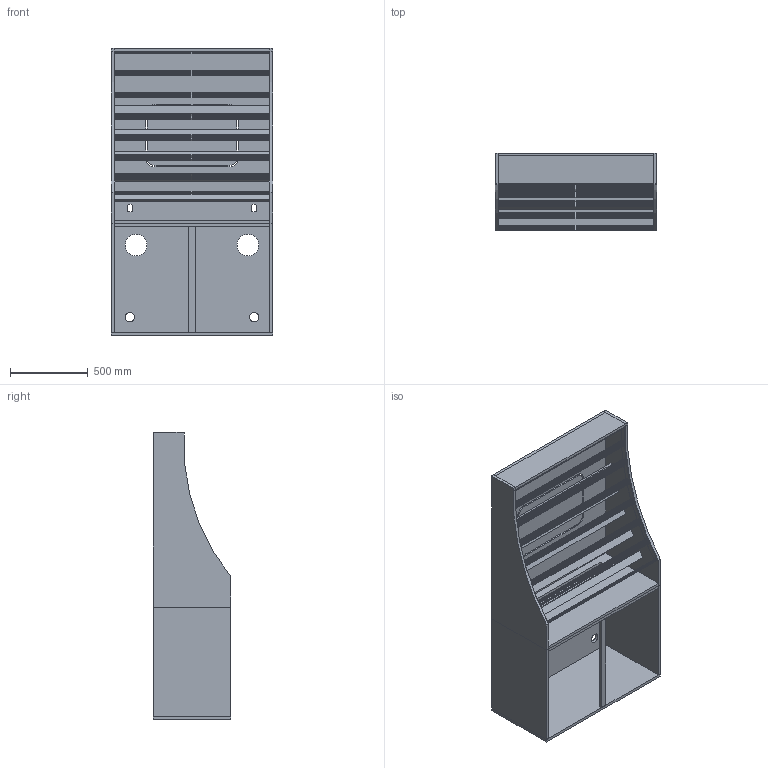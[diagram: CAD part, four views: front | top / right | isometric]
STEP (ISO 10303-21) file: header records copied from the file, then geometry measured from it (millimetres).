
FILE_DESCRIPTION(('FreeCAD Model'),'2;1');
FILE_NAME('Open CASCADE Shape Model','2022-02-18T22:24:52',('Author'),( ''),'Open CASCADE STEP processor 7.5','FreeCAD','Unknown');
FILE_SCHEMA(('AUTOMOTIVE_DESIGN { 1 0 10303 214 1 1 1 1 }'));
Length unit declared in the file: millimetre
Products named in the file (28): Assembly; BottomPanel; Body_2; SidePanel; Body003; TopPanel; Body001; BackPanel; Body002; CenterRackSupport; Body; CabinetWall; CabinetWallBody; BottomPanelBody; Rail; RailBody; Bracket; BackPanelBody; TopPanelBody; PowerBusSupport; PowerBusSupportBody
Assembly tree (41 placements, depth 5):
  Assembly
    Assembly
      BottomPanel
        Body_2
      SidePanel  x2
        Body003
      TopPanel
        Body001
      BackPanel
        Body002
      CenterRackSupport
        Body
    Assembly
      CabinetWall  x2
        CabinetWallBody
      BottomPanel
        BottomPanelBody
      Assembly  x7
        Rail
          RailBody
        Bracket
          Body
      BackPanel
        BackPanelBody
      TopPanel
        TopPanelBody
      PowerBusSupport  x5
        PowerBusSupportBody
Bounding box: 1040 x 500 x 1853.37 mm (x, y, z)
Volume: 99084996.8 mm3; surface area: 13224151.8 mm2
Topology: 44 solids, 44 shells, 1216 faces, 3552 edges, 2256 vertices
Faces by surface type: plane 974, cylinder 242
Full cylindrical faces by diameter (mm): 3 x28, 4.5 x28, 5 x28, 60 x2, 140 x2
Entity records: 15149 total; most frequent: CARTESIAN_POINT 2682, DIRECTION 2310, LINE 1492, VECTOR 1492, ORIENTED_EDGE 1152, PCURVE 1152, DEFINITIONAL_REPRESENTATION 1152, EDGE_CURVE 576
